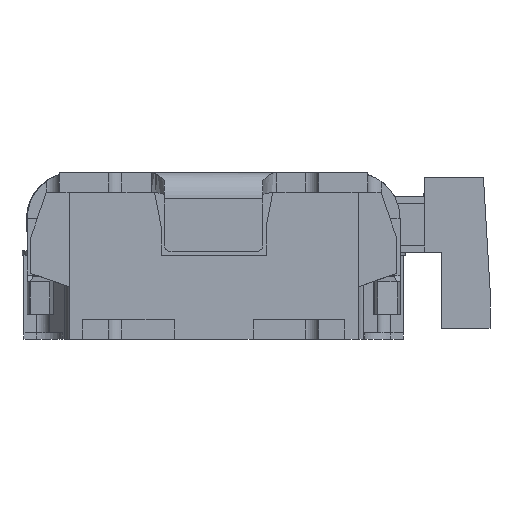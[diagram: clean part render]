
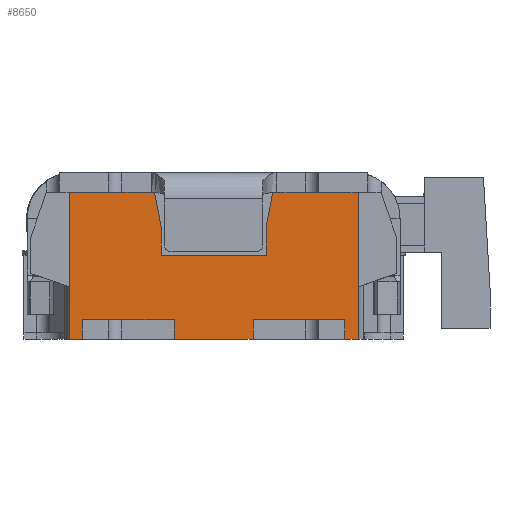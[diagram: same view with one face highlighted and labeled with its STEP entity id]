
A CAD part, left-side view. The second image highlights one B-rep face of the part: STEP entity #8650.
In plain terms, the highlighted planar face has unit normal (-1, 0, 0).
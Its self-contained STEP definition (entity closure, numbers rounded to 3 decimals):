
#401=FACE_OUTER_BOUND('',#847,.T.);
#847=EDGE_LOOP('',(#5497,#5498,#5499,#5500,#5501,#5502,#5503,#5504,#5505,
#5506,#5507,#5508,#5509,#5510,#5511,#5512,#5513,#5514,#5515,#5516));
#1392=LINE('',#12243,#2398);
#1393=LINE('',#12247,#2399);
#1394=LINE('',#12249,#2400);
#1395=LINE('',#12251,#2401);
#1396=LINE('',#12253,#2402);
#1397=LINE('',#12255,#2403);
#1398=LINE('',#12257,#2404);
#1399=LINE('',#12259,#2405);
#1400=LINE('',#12260,#2406);
#1401=LINE('',#12262,#2407);
#1402=LINE('',#12264,#2408);
#1403=LINE('',#12266,#2409);
#1404=LINE('',#12268,#2410);
#1405=LINE('',#12270,#2411);
#1406=LINE('',#12272,#2412);
#1407=LINE('',#12274,#2413);
#1408=LINE('',#12276,#2414);
#1409=LINE('',#12278,#2415);
#1410=LINE('',#12280,#2416);
#1411=LINE('',#12281,#2417);
#2398=VECTOR('',#9914,1000.);
#2399=VECTOR('',#9917,1000.);
#2400=VECTOR('',#9918,1000.);
#2401=VECTOR('',#9919,1000.);
#2402=VECTOR('',#9920,1000.);
#2403=VECTOR('',#9921,1000.);
#2404=VECTOR('',#9922,1000.);
#2405=VECTOR('',#9923,1000.);
#2406=VECTOR('',#9924,1000.);
#2407=VECTOR('',#9925,1000.);
#2408=VECTOR('',#9926,1000.);
#2409=VECTOR('',#9927,1000.);
#2410=VECTOR('',#9928,1000.);
#2411=VECTOR('',#9929,1000.);
#2412=VECTOR('',#9930,1000.);
#2413=VECTOR('',#9931,1000.);
#2414=VECTOR('',#9932,1000.);
#2415=VECTOR('',#9933,1000.);
#2416=VECTOR('',#9934,1000.);
#2417=VECTOR('',#9935,1000.);
#3392=VERTEX_POINT('',#12236);
#3394=VERTEX_POINT('',#12241);
#3395=VERTEX_POINT('',#12245);
#3396=VERTEX_POINT('',#12246);
#3397=VERTEX_POINT('',#12248);
#3398=VERTEX_POINT('',#12250);
#3399=VERTEX_POINT('',#12252);
#3400=VERTEX_POINT('',#12254);
#3401=VERTEX_POINT('',#12256);
#3402=VERTEX_POINT('',#12258);
#3403=VERTEX_POINT('',#12261);
#3404=VERTEX_POINT('',#12263);
#3405=VERTEX_POINT('',#12265);
#3406=VERTEX_POINT('',#12267);
#3407=VERTEX_POINT('',#12269);
#3408=VERTEX_POINT('',#12271);
#3409=VERTEX_POINT('',#12273);
#3410=VERTEX_POINT('',#12275);
#3411=VERTEX_POINT('',#12277);
#3412=VERTEX_POINT('',#12279);
#4220=EDGE_CURVE('',#3392,#3394,#1392,.T.);
#4221=EDGE_CURVE('',#3395,#3396,#1393,.T.);
#4222=EDGE_CURVE('',#3397,#3395,#1394,.T.);
#4223=EDGE_CURVE('',#3398,#3397,#1395,.T.);
#4224=EDGE_CURVE('',#3399,#3398,#1396,.T.);
#4225=EDGE_CURVE('',#3400,#3399,#1397,.T.);
#4226=EDGE_CURVE('',#3401,#3400,#1398,.T.);
#4227=EDGE_CURVE('',#3402,#3401,#1399,.T.);
#4228=EDGE_CURVE('',#3392,#3402,#1400,.T.);
#4229=EDGE_CURVE('',#3403,#3394,#1401,.T.);
#4230=EDGE_CURVE('',#3404,#3403,#1402,.T.);
#4231=EDGE_CURVE('',#3405,#3404,#1403,.T.);
#4232=EDGE_CURVE('',#3406,#3405,#1404,.T.);
#4233=EDGE_CURVE('',#3407,#3406,#1405,.T.);
#4234=EDGE_CURVE('',#3408,#3407,#1406,.T.);
#4235=EDGE_CURVE('',#3409,#3408,#1407,.T.);
#4236=EDGE_CURVE('',#3410,#3409,#1408,.T.);
#4237=EDGE_CURVE('',#3411,#3410,#1409,.T.);
#4238=EDGE_CURVE('',#3412,#3411,#1410,.T.);
#4239=EDGE_CURVE('',#3396,#3412,#1411,.T.);
#5497=ORIENTED_EDGE('',*,*,#4221,.F.);
#5498=ORIENTED_EDGE('',*,*,#4222,.F.);
#5499=ORIENTED_EDGE('',*,*,#4223,.F.);
#5500=ORIENTED_EDGE('',*,*,#4224,.F.);
#5501=ORIENTED_EDGE('',*,*,#4225,.F.);
#5502=ORIENTED_EDGE('',*,*,#4226,.F.);
#5503=ORIENTED_EDGE('',*,*,#4227,.F.);
#5504=ORIENTED_EDGE('',*,*,#4228,.F.);
#5505=ORIENTED_EDGE('',*,*,#4220,.T.);
#5506=ORIENTED_EDGE('',*,*,#4229,.F.);
#5507=ORIENTED_EDGE('',*,*,#4230,.F.);
#5508=ORIENTED_EDGE('',*,*,#4231,.F.);
#5509=ORIENTED_EDGE('',*,*,#4232,.F.);
#5510=ORIENTED_EDGE('',*,*,#4233,.F.);
#5511=ORIENTED_EDGE('',*,*,#4234,.F.);
#5512=ORIENTED_EDGE('',*,*,#4235,.F.);
#5513=ORIENTED_EDGE('',*,*,#4236,.F.);
#5514=ORIENTED_EDGE('',*,*,#4237,.F.);
#5515=ORIENTED_EDGE('',*,*,#4238,.F.);
#5516=ORIENTED_EDGE('',*,*,#4239,.F.);
#7858=PLANE('',#9126);
#8650=ADVANCED_FACE('',(#401),#7858,.F.);
#9126=AXIS2_PLACEMENT_3D('',#12244,#9915,#9916);
#9914=DIRECTION('',(0.,0.,-1.));
#9915=DIRECTION('center_axis',(1.,0.,0.));
#9916=DIRECTION('ref_axis',(0.,0.,-1.));
#9917=DIRECTION('',(0.,-1.,0.));
#9918=DIRECTION('',(0.,-0.189,0.982));
#9919=DIRECTION('',(0.,0.,1.));
#9920=DIRECTION('',(0.,-1.,0.));
#9921=DIRECTION('',(0.,0.,-1.));
#9922=DIRECTION('',(0.,-0.189,-0.982));
#9923=DIRECTION('',(0.,-1.,0.));
#9924=DIRECTION('',(0.,-1.,0.));
#9925=DIRECTION('',(0.,1.,0.));
#9926=DIRECTION('',(0.,0.,-1.));
#9927=DIRECTION('',(0.,1.,0.));
#9928=DIRECTION('',(0.,0.,1.));
#9929=DIRECTION('',(0.,1.,0.));
#9930=DIRECTION('',(0.,0.,-1.));
#9931=DIRECTION('',(0.,1.,0.));
#9932=DIRECTION('',(0.,0.,1.));
#9933=DIRECTION('',(0.,1.,0.));
#9934=DIRECTION('',(0.,0.,-1.));
#9935=DIRECTION('',(0.,-1.,0.));
#12236=CARTESIAN_POINT('',(-1.75,1.1,1.12));
#12241=CARTESIAN_POINT('',(-1.75,1.1,0.));
#12243=CARTESIAN_POINT('',(-1.75,1.1,0.4));
#12244=CARTESIAN_POINT('Origin',(-1.75,1.07,1.27));
#12245=CARTESIAN_POINT('',(-1.75,-0.45,1.12));
#12246=CARTESIAN_POINT('',(-1.75,-0.8,1.12));
#12247=CARTESIAN_POINT('',(-1.75,1.07,1.12));
#12248=CARTESIAN_POINT('',(-1.75,-0.4,0.86));
#12249=CARTESIAN_POINT('',(-1.75,-0.4,0.86));
#12250=CARTESIAN_POINT('',(-1.75,-0.4,0.64));
#12251=CARTESIAN_POINT('',(-1.75,-0.4,1.27));
#12252=CARTESIAN_POINT('',(-1.75,0.4,0.64));
#12253=CARTESIAN_POINT('',(-1.75,1.07,0.64));
#12254=CARTESIAN_POINT('',(-1.75,0.4,0.86));
#12255=CARTESIAN_POINT('',(-1.75,0.4,1.27));
#12256=CARTESIAN_POINT('',(-1.75,0.45,1.12));
#12257=CARTESIAN_POINT('',(-1.75,0.45,1.12));
#12258=CARTESIAN_POINT('',(-1.75,0.8,1.12));
#12259=CARTESIAN_POINT('',(-1.75,1.07,1.12));
#12260=CARTESIAN_POINT('',(-1.75,1.07,1.12));
#12261=CARTESIAN_POINT('',(-1.75,1.,0.));
#12262=CARTESIAN_POINT('',(-1.75,1.445,0.));
#12263=CARTESIAN_POINT('',(-1.75,1.,0.15));
#12264=CARTESIAN_POINT('',(-1.75,1.,1.27));
#12265=CARTESIAN_POINT('',(-1.75,0.3,0.15));
#12266=CARTESIAN_POINT('',(-1.75,1.07,0.15));
#12267=CARTESIAN_POINT('',(-1.75,0.3,0.));
#12268=CARTESIAN_POINT('',(-1.75,0.3,1.27));
#12269=CARTESIAN_POINT('',(-1.75,-0.3,0.));
#12270=CARTESIAN_POINT('',(-1.75,1.445,0.));
#12271=CARTESIAN_POINT('',(-1.75,-0.3,0.15));
#12272=CARTESIAN_POINT('',(-1.75,-0.3,1.27));
#12273=CARTESIAN_POINT('',(-1.75,-1.,0.15));
#12274=CARTESIAN_POINT('',(-1.75,1.07,0.15));
#12275=CARTESIAN_POINT('',(-1.75,-1.,0.));
#12276=CARTESIAN_POINT('',(-1.75,-1.,1.27));
#12277=CARTESIAN_POINT('',(-1.75,-1.1,0.));
#12278=CARTESIAN_POINT('',(-1.75,1.445,0.));
#12279=CARTESIAN_POINT('',(-1.75,-1.1,1.12));
#12280=CARTESIAN_POINT('',(-1.75,-1.1,1.27));
#12281=CARTESIAN_POINT('',(-1.75,1.07,1.12));
